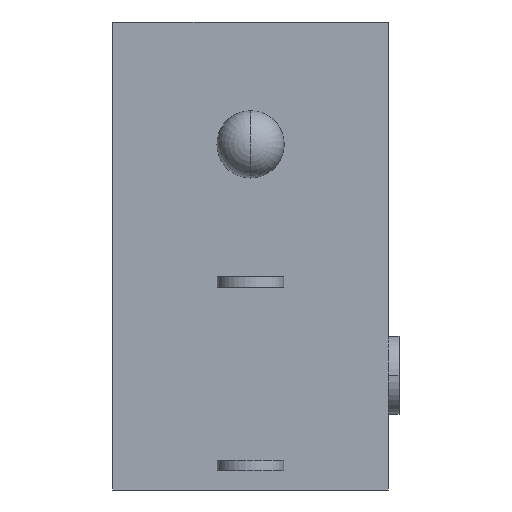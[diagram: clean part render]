
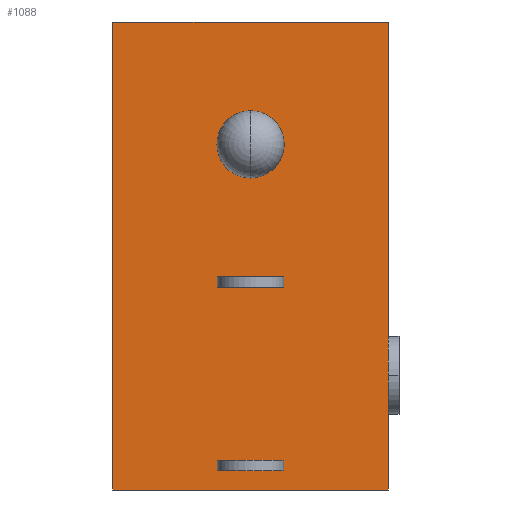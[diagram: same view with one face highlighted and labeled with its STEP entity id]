
A CAD part, front view. The second image highlights one B-rep face of the part: STEP entity #1088.
In plain terms, the highlighted planar face has unit normal (0, -1, 0).
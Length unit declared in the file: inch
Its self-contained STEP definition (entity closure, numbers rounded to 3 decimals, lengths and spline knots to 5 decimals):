
#77 = VERTEX_POINT ( 'NONE', #3068 ) ;
#141 = VECTOR ( 'NONE', #1214, 39.37008 ) ;
#158 = LINE ( 'NONE', #3062, #1399 ) ;
#173 = CARTESIAN_POINT ( 'NONE',  ( -0.04291, -0.25591, -0.32765 ) ) ;
#179 = CARTESIAN_POINT ( 'NONE',  ( 0.17717, -0.25591, -0.60236 ) ) ;
#182 = CARTESIAN_POINT ( 'NONE',  ( -0.17717, -0.25591, 0. ) ) ;
#190 = CARTESIAN_POINT ( 'NONE',  ( 0., -0.25591, -0.15748 ) ) ;
#204 = AXIS2_PLACEMENT_3D ( 'NONE', #1151, #1483, #295 ) ;
#233 = ORIENTED_EDGE ( 'NONE', *, *, #1712, .F. ) ;
#246 = CARTESIAN_POINT ( 'NONE',  ( -0.04291, -0.25591, -0.56387 ) ) ;
#253 = EDGE_CURVE ( 'NONE', #2890, #2859, #3086, .T. ) ;
#259 = AXIS2_PLACEMENT_3D ( 'NONE', #190, #3742, #1093 ) ;
#269 = CARTESIAN_POINT ( 'NONE',  ( 0.17717, -0.25591, -0.60236 ) ) ;
#295 = DIRECTION ( 'NONE',  ( 0., 0., -1. ) ) ;
#321 = VECTOR ( 'NONE', #1682, 39.37008 ) ;
#361 = CARTESIAN_POINT ( 'NONE',  ( 0.04291, -0.25591, -0.56387 ) ) ;
#372 = ORIENTED_EDGE ( 'NONE', *, *, #3358, .F. ) ;
#382 = DIRECTION ( 'NONE',  ( 0., 0., 1. ) ) ;
#385 = DIRECTION ( 'NONE',  ( 0., 0., 1. ) ) ;
#394 = DIRECTION ( 'NONE',  ( 0., 0., -1. ) ) ;
#419 = LINE ( 'NONE', #1923, #3262 ) ;
#430 = CARTESIAN_POINT ( 'NONE',  ( 0.04291, -0.25591, -0.34165 ) ) ;
#498 = LINE ( 'NONE', #1401, #3568 ) ;
#513 = CIRCLE ( 'NONE', #204, 0.04331 ) ;
#576 = CIRCLE ( 'NONE', #259, 0.04331 ) ;
#609 = CARTESIAN_POINT ( 'NONE',  ( -0.04291, -0.25591, -0.32765 ) ) ;
#623 = EDGE_CURVE ( 'NONE', #888, #3474, #814, .T. ) ;
#683 = EDGE_CURVE ( 'NONE', #2671, #2890, #1265, .T. ) ;
#698 = EDGE_CURVE ( 'NONE', #2372, #1009, #2124, .T. ) ;
#740 = CARTESIAN_POINT ( 'NONE',  ( 0.04291, -0.25591, -0.57787 ) ) ;
#814 = LINE ( 'NONE', #173, #321 ) ;
#846 = LINE ( 'NONE', #1389, #1412 ) ;
#848 = EDGE_LOOP ( 'NONE', ( #2305, #3629 ) ) ;
#888 = VERTEX_POINT ( 'NONE', #1476 ) ;
#901 = VECTOR ( 'NONE', #2721, 39.37008 ) ;
#937 = CARTESIAN_POINT ( 'NONE',  ( 0.04291, -0.25591, -0.56387 ) ) ;
#993 = DIRECTION ( 'NONE',  ( 0., 0., 1. ) ) ;
#1009 = VERTEX_POINT ( 'NONE', #3695 ) ;
#1010 = FACE_BOUND ( 'NONE', #1872, .T. ) ;
#1036 = CARTESIAN_POINT ( 'NONE',  ( -0.04291, -0.25591, -0.34165 ) ) ;
#1081 = CARTESIAN_POINT ( 'NONE',  ( -0.17717, -0.25591, -0.60236 ) ) ;
#1083 = CARTESIAN_POINT ( 'NONE',  ( -0.17717, -0.25591, -0.60236 ) ) ;
#1088 = ADVANCED_FACE ( 'NONE', ( #2476, #1010, #3033, #2198 ), #3076, .T. ) ;
#1093 = DIRECTION ( 'NONE',  ( 0., 0., -1. ) ) ;
#1095 = ORIENTED_EDGE ( 'NONE', *, *, #1440, .T. ) ;
#1137 = VERTEX_POINT ( 'NONE', #246 ) ;
#1151 = CARTESIAN_POINT ( 'NONE',  ( 0., -0.25591, -0.15748 ) ) ;
#1192 = DIRECTION ( 'NONE',  ( 0., 0., -1. ) ) ;
#1214 = DIRECTION ( 'NONE',  ( 1., 0., 0. ) ) ;
#1232 = EDGE_CURVE ( 'NONE', #2168, #77, #513, .T. ) ;
#1265 = LINE ( 'NONE', #937, #2923 ) ;
#1284 = CARTESIAN_POINT ( 'NONE',  ( -0.04291, -0.25591, -0.56387 ) ) ;
#1368 = EDGE_CURVE ( 'NONE', #77, #2168, #576, .T. ) ;
#1389 = CARTESIAN_POINT ( 'NONE',  ( 0.04291, -0.25591, -0.56387 ) ) ;
#1399 = VECTOR ( 'NONE', #3686, 39.37008 ) ;
#1401 = CARTESIAN_POINT ( 'NONE',  ( -0.04291, -0.25591, -0.32765 ) ) ;
#1412 = VECTOR ( 'NONE', #2640, 39.37008 ) ;
#1440 = EDGE_CURVE ( 'NONE', #888, #2727, #158, .T. ) ;
#1476 = CARTESIAN_POINT ( 'NONE',  ( 0.04291, -0.25591, -0.32765 ) ) ;
#1483 = DIRECTION ( 'NONE',  ( 0., -1., 0. ) ) ;
#1525 = CARTESIAN_POINT ( 'NONE',  ( 0., -0.25591, -0.20079 ) ) ;
#1565 = ORIENTED_EDGE ( 'NONE', *, *, #253, .T. ) ;
#1595 = VECTOR ( 'NONE', #2793, 39.37008 ) ;
#1623 = EDGE_CURVE ( 'NONE', #1137, #2859, #2177, .T. ) ;
#1645 = CARTESIAN_POINT ( 'NONE',  ( 0.17717, -0.25591, -0.50472 ) ) ;
#1655 = CARTESIAN_POINT ( 'NONE',  ( 0.17717, -0.25591, -0.40472 ) ) ;
#1682 = DIRECTION ( 'NONE',  ( -1., 0., 0. ) ) ;
#1708 = ORIENTED_EDGE ( 'NONE', *, *, #683, .T. ) ;
#1712 = EDGE_CURVE ( 'NONE', #2402, #2372, #1916, .T. ) ;
#1863 = DIRECTION ( 'NONE',  ( 0., 0., 1. ) ) ;
#1871 = ORIENTED_EDGE ( 'NONE', *, *, #2526, .F. ) ;
#1872 = EDGE_LOOP ( 'NONE', ( #3557, #1095, #3787, #372 ) ) ;
#1885 = VECTOR ( 'NONE', #1863, 39.37008 ) ;
#1911 = CARTESIAN_POINT ( 'NONE',  ( 0.04291, -0.25591, -0.57787 ) ) ;
#1916 = LINE ( 'NONE', #3373, #1947 ) ;
#1923 = CARTESIAN_POINT ( 'NONE',  ( 0.17717, -0.25591, -0.60236 ) ) ;
#1947 = VECTOR ( 'NONE', #993, 39.37008 ) ;
#2076 = VECTOR ( 'NONE', #3624, 39.37008 ) ;
#2088 = CARTESIAN_POINT ( 'NONE',  ( -0.17717, -0.25591, 0. ) ) ;
#2124 = LINE ( 'NONE', #2088, #141 ) ;
#2168 = VERTEX_POINT ( 'NONE', #1525 ) ;
#2177 = LINE ( 'NONE', #1284, #2971 ) ;
#2198 = FACE_BOUND ( 'NONE', #848, .T. ) ;
#2251 = LINE ( 'NONE', #1083, #901 ) ;
#2270 = ORIENTED_EDGE ( 'NONE', *, *, #1623, .F. ) ;
#2297 = VERTEX_POINT ( 'NONE', #2777 ) ;
#2305 = ORIENTED_EDGE ( 'NONE', *, *, #1368, .F. ) ;
#2325 = EDGE_LOOP ( 'NONE', ( #2338, #233, #2768, #3708, #2822, #3321 ) ) ;
#2338 = ORIENTED_EDGE ( 'NONE', *, *, #698, .F. ) ;
#2372 = VERTEX_POINT ( 'NONE', #182 ) ;
#2402 = VERTEX_POINT ( 'NONE', #1081 ) ;
#2418 = CARTESIAN_POINT ( 'NONE',  ( -0.04291, -0.25591, -0.57787 ) ) ;
#2476 = FACE_BOUND ( 'NONE', #3724, .T. ) ;
#2526 = EDGE_CURVE ( 'NONE', #2671, #1137, #846, .T. ) ;
#2640 = DIRECTION ( 'NONE',  ( -1., 0., 0. ) ) ;
#2651 = DIRECTION ( 'NONE',  ( 0., 0., -1. ) ) ;
#2671 = VERTEX_POINT ( 'NONE', #361 ) ;
#2689 = EDGE_CURVE ( 'NONE', #2402, #3417, #2251, .T. ) ;
#2711 = EDGE_CURVE ( 'NONE', #3625, #3136, #3424, .T. ) ;
#2721 = DIRECTION ( 'NONE',  ( 1., 0., 0. ) ) ;
#2727 = VERTEX_POINT ( 'NONE', #430 ) ;
#2768 = ORIENTED_EDGE ( 'NONE', *, *, #2689, .T. ) ;
#2777 = CARTESIAN_POINT ( 'NONE',  ( -0.04291, -0.25591, -0.34165 ) ) ;
#2793 = DIRECTION ( 'NONE',  ( -1., 0., 0. ) ) ;
#2822 = ORIENTED_EDGE ( 'NONE', *, *, #2711, .T. ) ;
#2830 = LINE ( 'NONE', #179, #3429 ) ;
#2859 = VERTEX_POINT ( 'NONE', #2418 ) ;
#2890 = VERTEX_POINT ( 'NONE', #740 ) ;
#2923 = VECTOR ( 'NONE', #2651, 39.37008 ) ;
#2926 = EDGE_CURVE ( 'NONE', #3136, #1009, #2830, .T. ) ;
#2957 = EDGE_CURVE ( 'NONE', #2727, #2297, #3669, .T. ) ;
#2971 = VECTOR ( 'NONE', #394, 39.37008 ) ;
#3017 = CARTESIAN_POINT ( 'NONE',  ( 0.17717, -0.25591, -0.60236 ) ) ;
#3033 = FACE_OUTER_BOUND ( 'NONE', #2325, .T. ) ;
#3062 = CARTESIAN_POINT ( 'NONE',  ( 0.04291, -0.25591, -0.32765 ) ) ;
#3068 = CARTESIAN_POINT ( 'NONE',  ( 0., -0.25591, -0.11417 ) ) ;
#3076 = PLANE ( 'NONE',  #3256 ) ;
#3086 = LINE ( 'NONE', #1911, #2076 ) ;
#3136 = VERTEX_POINT ( 'NONE', #1655 ) ;
#3142 = CARTESIAN_POINT ( 'NONE',  ( -0.17717, -0.25591, -0.60236 ) ) ;
#3147 = EDGE_CURVE ( 'NONE', #3417, #3625, #419, .T. ) ;
#3256 = AXIS2_PLACEMENT_3D ( 'NONE', #3142, #3533, #1192 ) ;
#3262 = VECTOR ( 'NONE', #382, 39.37008 ) ;
#3321 = ORIENTED_EDGE ( 'NONE', *, *, #2926, .T. ) ;
#3358 = EDGE_CURVE ( 'NONE', #3474, #2297, #498, .T. ) ;
#3373 = CARTESIAN_POINT ( 'NONE',  ( -0.17717, -0.25591, -0.60236 ) ) ;
#3417 = VERTEX_POINT ( 'NONE', #269 ) ;
#3424 = LINE ( 'NONE', #3017, #1885 ) ;
#3429 = VECTOR ( 'NONE', #385, 39.37008 ) ;
#3432 = DIRECTION ( 'NONE',  ( 0., 0., -1. ) ) ;
#3474 = VERTEX_POINT ( 'NONE', #609 ) ;
#3533 = DIRECTION ( 'NONE',  ( 0., -1., 0. ) ) ;
#3557 = ORIENTED_EDGE ( 'NONE', *, *, #623, .F. ) ;
#3568 = VECTOR ( 'NONE', #3432, 39.37008 ) ;
#3624 = DIRECTION ( 'NONE',  ( -1., 0., 0. ) ) ;
#3625 = VERTEX_POINT ( 'NONE', #1645 ) ;
#3629 = ORIENTED_EDGE ( 'NONE', *, *, #1232, .F. ) ;
#3669 = LINE ( 'NONE', #1036, #1595 ) ;
#3686 = DIRECTION ( 'NONE',  ( 0., 0., -1. ) ) ;
#3695 = CARTESIAN_POINT ( 'NONE',  ( 0.17717, -0.25591, 0. ) ) ;
#3708 = ORIENTED_EDGE ( 'NONE', *, *, #3147, .T. ) ;
#3724 = EDGE_LOOP ( 'NONE', ( #1871, #1708, #1565, #2270 ) ) ;
#3742 = DIRECTION ( 'NONE',  ( 0., -1., 0. ) ) ;
#3787 = ORIENTED_EDGE ( 'NONE', *, *, #2957, .T. ) ;
